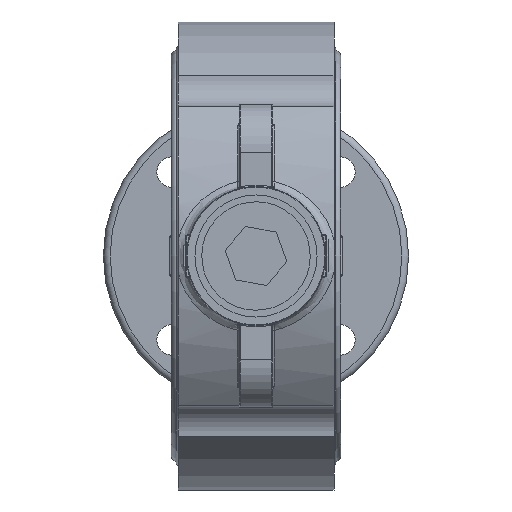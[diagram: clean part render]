
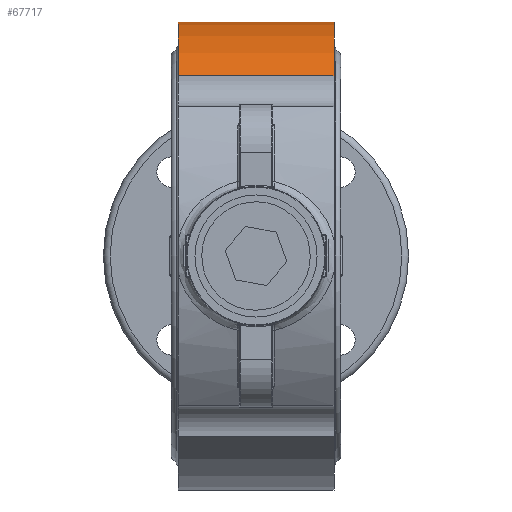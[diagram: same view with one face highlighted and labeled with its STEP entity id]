
A CAD part, front view. The second image highlights one B-rep face of the part: STEP entity #67717.
In plain terms, the highlighted cylindrical face has radius 69 mm (diameter 138 mm), a partial arc.
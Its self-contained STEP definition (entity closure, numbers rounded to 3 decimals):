
#1089 = EDGE_CURVE ( 'NONE', #62954, #12650, #62585, .T. ) ;
#1322 = DIRECTION ( 'NONE',  ( -1., 0., 0. ) ) ;
#2273 = VECTOR ( 'NONE', #34836, 1000. ) ;
#3004 = ORIENTED_EDGE ( 'NONE', *, *, #22211, .T. ) ;
#4515 = DIRECTION ( 'NONE',  ( 1., 0., 0. ) ) ;
#10935 = DIRECTION ( 'NONE',  ( 1., 0., 0. ) ) ;
#12145 = CYLINDRICAL_SURFACE ( 'NONE', #13602, 69. ) ;
#12650 = VERTEX_POINT ( 'NONE', #32333 ) ;
#13602 = AXIS2_PLACEMENT_3D ( 'NONE', #34803, #28450, #59101 ) ;
#18361 = LINE ( 'NONE', #28734, #2273 ) ;
#22211 = EDGE_CURVE ( 'NONE', #62954, #38254, #18361, .T. ) ;
#28450 = DIRECTION ( 'NONE',  ( -1., 0., 0. ) ) ;
#28734 = CARTESIAN_POINT ( 'NONE',  ( -123.184, 0., 69. ) ) ;
#32333 = CARTESIAN_POINT ( 'NONE',  ( 23., -44.033, 53.123 ) ) ;
#34326 = AXIS2_PLACEMENT_3D ( 'NONE', #37587, #1322, #43611 ) ;
#34803 = CARTESIAN_POINT ( 'NONE',  ( -123.184, 0., 0. ) ) ;
#34836 = DIRECTION ( 'NONE',  ( -1., 0., 0. ) ) ;
#37395 = LINE ( 'NONE', #47157, #69526 ) ;
#37587 = CARTESIAN_POINT ( 'NONE',  ( -23., 0., 0. ) ) ;
#37963 = EDGE_LOOP ( 'NONE', ( #52289, #3004, #72986, #55000 ) ) ;
#38254 = VERTEX_POINT ( 'NONE', #78190 ) ;
#40687 = CARTESIAN_POINT ( 'NONE',  ( 23., 0., 0. ) ) ;
#43233 = VERTEX_POINT ( 'NONE', #62057 ) ;
#43611 = DIRECTION ( 'NONE',  ( 0., -1., 0. ) ) ;
#44843 = CIRCLE ( 'NONE', #34326, 69. ) ;
#46760 = DIRECTION ( 'NONE',  ( 0., 1., 0. ) ) ;
#47157 = CARTESIAN_POINT ( 'NONE',  ( 0., -44.033, 53.123 ) ) ;
#49247 = EDGE_CURVE ( 'NONE', #43233, #12650, #37395, .T. ) ;
#50009 = FACE_OUTER_BOUND ( 'NONE', #37963, .T. ) ;
#52289 = ORIENTED_EDGE ( 'NONE', *, *, #1089, .F. ) ;
#55000 = ORIENTED_EDGE ( 'NONE', *, *, #49247, .T. ) ;
#59101 = DIRECTION ( 'NONE',  ( 0., 0., 1. ) ) ;
#60015 = AXIS2_PLACEMENT_3D ( 'NONE', #40687, #4515, #46760 ) ;
#62057 = CARTESIAN_POINT ( 'NONE',  ( -23., -44.033, 53.123 ) ) ;
#62585 = CIRCLE ( 'NONE', #60015, 69. ) ;
#62954 = VERTEX_POINT ( 'NONE', #70535 ) ;
#67717 = ADVANCED_FACE ( 'NONE', ( #50009 ), #12145, .T. ) ;
#69526 = VECTOR ( 'NONE', #10935, 1000. ) ;
#70535 = CARTESIAN_POINT ( 'NONE',  ( 23., 0., 69. ) ) ;
#72986 = ORIENTED_EDGE ( 'NONE', *, *, #74573, .F. ) ;
#74573 = EDGE_CURVE ( 'NONE', #43233, #38254, #44843, .T. ) ;
#78190 = CARTESIAN_POINT ( 'NONE',  ( -23., 0., 69. ) ) ;
